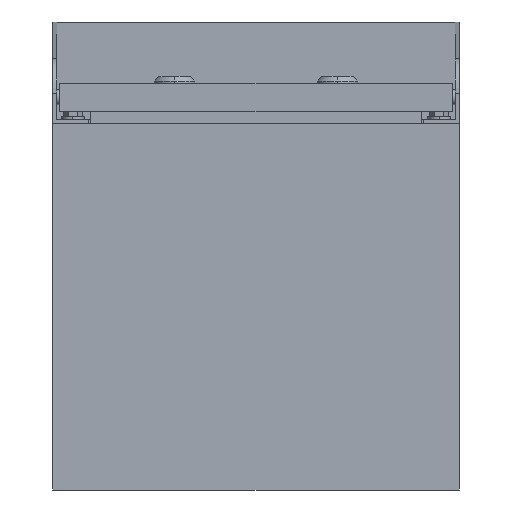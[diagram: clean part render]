
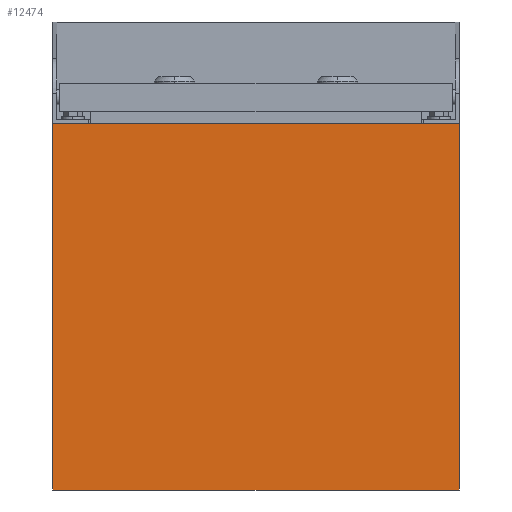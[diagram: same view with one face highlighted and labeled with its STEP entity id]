
A CAD part, front view. The second image highlights one B-rep face of the part: STEP entity #12474.
In plain terms, the highlighted planar face has unit normal (0, -1, 0).
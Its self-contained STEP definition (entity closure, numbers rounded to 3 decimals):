
#801 = CARTESIAN_POINT ( 'NONE',  ( 200., 0., 180. ) ) ;
#947 = CARTESIAN_POINT ( 'NONE',  ( 200., 0., 0. ) ) ;
#1013 = VERTEX_POINT ( 'NONE', #801 ) ;
#1058 = EDGE_LOOP ( 'NONE', ( #12687, #3952, #5669, #11365 ) ) ;
#1247 = LINE ( 'NONE', #12902, #11065 ) ;
#2336 = VERTEX_POINT ( 'NONE', #10245 ) ;
#2698 = DIRECTION ( 'NONE',  ( 0., 0., 1. ) ) ;
#3174 = VECTOR ( 'NONE', #5372, 1000. ) ;
#3717 = DIRECTION ( 'NONE',  ( 0., 0., 1. ) ) ;
#3952 = ORIENTED_EDGE ( 'NONE', *, *, #16851, .F. ) ;
#5345 = AXIS2_PLACEMENT_3D ( 'NONE', #11427, #16285, #17710 ) ;
#5372 = DIRECTION ( 'NONE',  ( -1., 0., 0. ) ) ;
#5388 = EDGE_CURVE ( 'NONE', #1013, #11372, #17124, .T. ) ;
#5390 = LINE ( 'NONE', #12755, #10469 ) ;
#5669 = ORIENTED_EDGE ( 'NONE', *, *, #6662, .F. ) ;
#6662 = EDGE_CURVE ( 'NONE', #11130, #2336, #17203, .T. ) ;
#8242 = CARTESIAN_POINT ( 'NONE',  ( 200., 0., 0. ) ) ;
#10245 = CARTESIAN_POINT ( 'NONE',  ( 0., 0., 0. ) ) ;
#10275 = VECTOR ( 'NONE', #14359, 1000. ) ;
#10382 = CARTESIAN_POINT ( 'NONE',  ( 0., 0., 180. ) ) ;
#10469 = VECTOR ( 'NONE', #2698, 1000. ) ;
#10543 = PLANE ( 'NONE',  #5345 ) ;
#10616 = EDGE_CURVE ( 'NONE', #11130, #1013, #5390, .T. ) ;
#11065 = VECTOR ( 'NONE', #3717, 1000. ) ;
#11130 = VERTEX_POINT ( 'NONE', #947 ) ;
#11365 = ORIENTED_EDGE ( 'NONE', *, *, #10616, .T. ) ;
#11372 = VERTEX_POINT ( 'NONE', #10382 ) ;
#11385 = CARTESIAN_POINT ( 'NONE',  ( 200., 0., 180. ) ) ;
#11427 = CARTESIAN_POINT ( 'NONE',  ( 200., 0., 0. ) ) ;
#12474 = ADVANCED_FACE ( 'NONE', ( #17355 ), #10543, .T. ) ;
#12687 = ORIENTED_EDGE ( 'NONE', *, *, #5388, .T. ) ;
#12755 = CARTESIAN_POINT ( 'NONE',  ( 200., 0., 0. ) ) ;
#12902 = CARTESIAN_POINT ( 'NONE',  ( 0., 0., 0. ) ) ;
#14359 = DIRECTION ( 'NONE',  ( -1., 0., 0. ) ) ;
#16285 = DIRECTION ( 'NONE',  ( 0., -1., 0. ) ) ;
#16851 = EDGE_CURVE ( 'NONE', #2336, #11372, #1247, .T. ) ;
#17124 = LINE ( 'NONE', #11385, #10275 ) ;
#17203 = LINE ( 'NONE', #8242, #3174 ) ;
#17355 = FACE_OUTER_BOUND ( 'NONE', #1058, .T. ) ;
#17710 = DIRECTION ( 'NONE',  ( 0., 0., -1. ) ) ;
